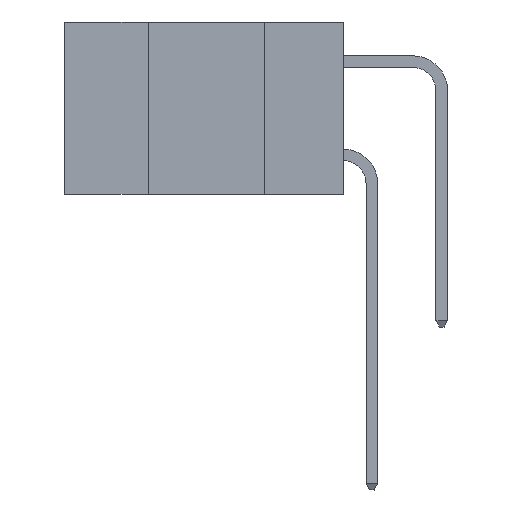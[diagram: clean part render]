
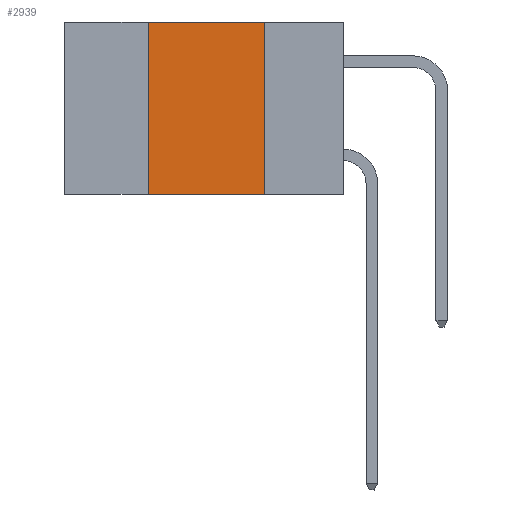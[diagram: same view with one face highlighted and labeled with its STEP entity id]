
A CAD part, left-side view. The second image highlights one B-rep face of the part: STEP entity #2939.
In plain terms, the highlighted planar face has unit normal (-1, 0, 0).
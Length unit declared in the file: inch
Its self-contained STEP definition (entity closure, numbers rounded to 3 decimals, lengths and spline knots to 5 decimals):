
#161 = DIRECTION ( 'NONE',  ( 1., 0., 0. ) ) ;
#214 = DIRECTION ( 'NONE',  ( 0., 0., -1. ) ) ;
#724 = DIRECTION ( 'NONE',  ( 0., 0., 1. ) ) ;
#1124 = ORIENTED_EDGE ( 'NONE', *, *, #1172, .F. ) ;
#1172 = EDGE_CURVE ( 'NONE', #5011, #10304, #3104, .T. ) ;
#1498 = PLANE ( 'NONE',  #7624 ) ;
#2410 = DIRECTION ( 'NONE',  ( 0., 0., -1. ) ) ;
#2939 = ADVANCED_FACE ( 'NONE', ( #12179 ), #1498, .F. ) ;
#3104 = LINE ( 'NONE', #13059, #3782 ) ;
#3289 = DIRECTION ( 'NONE',  ( 0., -1., 0. ) ) ;
#3430 = LINE ( 'NONE', #6837, #9679 ) ;
#3782 = VECTOR ( 'NONE', #724, 39.37008 ) ;
#3968 = LINE ( 'NONE', #6647, #5363 ) ;
#4901 = EDGE_LOOP ( 'NONE', ( #10423, #8712, #1124, #7136 ) ) ;
#5011 = VERTEX_POINT ( 'NONE', #10781 ) ;
#5363 = VECTOR ( 'NONE', #3289, 39.37008 ) ;
#5918 = DIRECTION ( 'NONE',  ( 0., -1., 0. ) ) ;
#6647 = CARTESIAN_POINT ( 'NONE',  ( 0., 0.6, -0.37 ) ) ;
#6837 = CARTESIAN_POINT ( 'NONE',  ( 0., 0.6, 0. ) ) ;
#7136 = ORIENTED_EDGE ( 'NONE', *, *, #13914, .T. ) ;
#7158 = VERTEX_POINT ( 'NONE', #12557 ) ;
#7624 = AXIS2_PLACEMENT_3D ( 'NONE', #10259, #161, #214 ) ;
#7924 = CARTESIAN_POINT ( 'NONE',  ( 0., 0.17, 0. ) ) ;
#8632 = EDGE_CURVE ( 'NONE', #10934, #7158, #11776, .T. ) ;
#8712 = ORIENTED_EDGE ( 'NONE', *, *, #13993, .F. ) ;
#9679 = VECTOR ( 'NONE', #5918, 39.37008 ) ;
#10259 = CARTESIAN_POINT ( 'NONE',  ( 0., 0.6, 0. ) ) ;
#10304 = VERTEX_POINT ( 'NONE', #11748 ) ;
#10361 = VECTOR ( 'NONE', #2410, 39.37008 ) ;
#10423 = ORIENTED_EDGE ( 'NONE', *, *, #8632, .F. ) ;
#10781 = CARTESIAN_POINT ( 'NONE',  ( 0., 0.42, -0.37 ) ) ;
#10934 = VERTEX_POINT ( 'NONE', #12598 ) ;
#11748 = CARTESIAN_POINT ( 'NONE',  ( 0., 0.42, 0. ) ) ;
#11776 = LINE ( 'NONE', #7924, #10361 ) ;
#12179 = FACE_OUTER_BOUND ( 'NONE', #4901, .T. ) ;
#12557 = CARTESIAN_POINT ( 'NONE',  ( 0., 0.17, -0.37 ) ) ;
#12598 = CARTESIAN_POINT ( 'NONE',  ( 0., 0.17, 0. ) ) ;
#13059 = CARTESIAN_POINT ( 'NONE',  ( 0., 0.42, 0. ) ) ;
#13914 = EDGE_CURVE ( 'NONE', #5011, #7158, #3968, .T. ) ;
#13993 = EDGE_CURVE ( 'NONE', #10304, #10934, #3430, .T. ) ;
